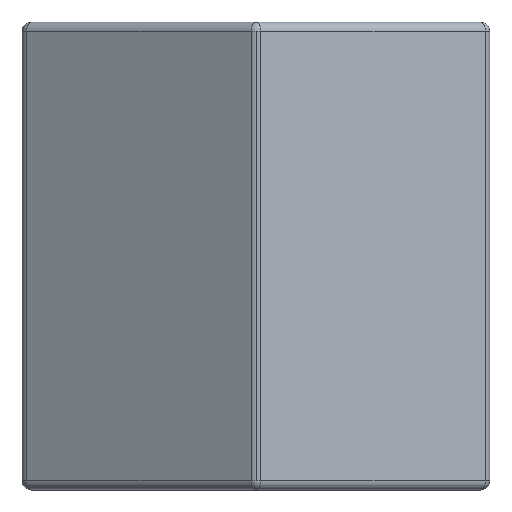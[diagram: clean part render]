
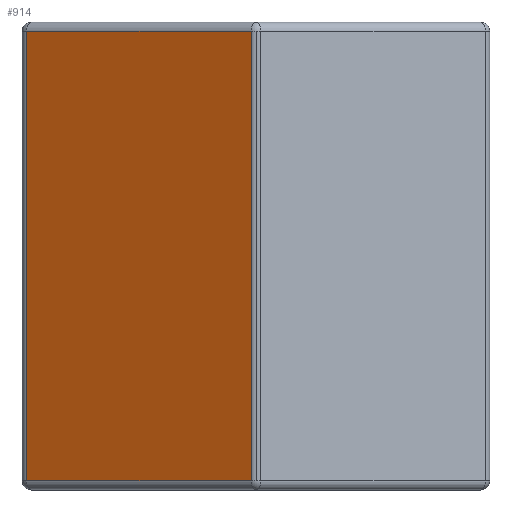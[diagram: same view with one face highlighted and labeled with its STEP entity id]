
A CAD part, left-side view. The second image highlights one B-rep face of the part: STEP entity #914.
In plain terms, the highlighted planar face has unit normal (-0.866, 0.5, 0).
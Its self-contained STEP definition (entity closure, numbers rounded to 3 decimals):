
#5 = VERTEX_POINT ( 'NONE', #280 ) ;
#14 = ORIENTED_EDGE ( 'NONE', *, *, #372, .T. ) ;
#20 = DIRECTION ( 'NONE',  ( 0., 0., -1. ) ) ;
#27 = CARTESIAN_POINT ( 'NONE',  ( -1.443, 2.5, 4.9 ) ) ;
#39 = CARTESIAN_POINT ( 'NONE',  ( -1.472, 2.45, 5. ) ) ;
#88 = VECTOR ( 'NONE', #1233, 1000. ) ;
#122 = ORIENTED_EDGE ( 'NONE', *, *, #1125, .T. ) ;
#146 = VERTEX_POINT ( 'NONE', #462 ) ;
#170 = EDGE_LOOP ( 'NONE', ( #14, #122, #256, #597 ) ) ;
#184 = LINE ( 'NONE', #923, #88 ) ;
#251 = AXIS2_PLACEMENT_3D ( 'NONE', #1047, #646, #1145 ) ;
#256 = ORIENTED_EDGE ( 'NONE', *, *, #1112, .T. ) ;
#280 = CARTESIAN_POINT ( 'NONE',  ( -2.858, 0.05, 0.1 ) ) ;
#299 = PLANE ( 'NONE',  #251 ) ;
#366 = VECTOR ( 'NONE', #587, 1000. ) ;
#372 = EDGE_CURVE ( 'NONE', #146, #5, #435, .T. ) ;
#424 = VERTEX_POINT ( 'NONE', #928 ) ;
#435 = LINE ( 'NONE', #592, #500 ) ;
#462 = CARTESIAN_POINT ( 'NONE',  ( -1.472, 2.45, 0.1 ) ) ;
#470 = LINE ( 'NONE', #39, #555 ) ;
#500 = VECTOR ( 'NONE', #598, 1000. ) ;
#555 = VECTOR ( 'NONE', #20, 1000. ) ;
#578 = EDGE_CURVE ( 'NONE', #1172, #146, #470, .T. ) ;
#587 = DIRECTION ( 'NONE',  ( 0.5, 0.866, 0. ) ) ;
#592 = CARTESIAN_POINT ( 'NONE',  ( -1.443, 2.5, 0.1 ) ) ;
#597 = ORIENTED_EDGE ( 'NONE', *, *, #578, .T. ) ;
#598 = DIRECTION ( 'NONE',  ( -0.5, -0.866, 0. ) ) ;
#646 = DIRECTION ( 'NONE',  ( 0.866, -0.5, 0. ) ) ;
#703 = FACE_OUTER_BOUND ( 'NONE', #170, .T. ) ;
#763 = CARTESIAN_POINT ( 'NONE',  ( -1.472, 2.45, 4.9 ) ) ;
#914 = ADVANCED_FACE ( 'NONE', ( #703 ), #299, .F. ) ;
#923 = CARTESIAN_POINT ( 'NONE',  ( -2.858, 0.05, 5. ) ) ;
#928 = CARTESIAN_POINT ( 'NONE',  ( -2.858, 0.05, 4.9 ) ) ;
#1047 = CARTESIAN_POINT ( 'NONE',  ( -1.443, 2.5, 5. ) ) ;
#1056 = LINE ( 'NONE', #27, #366 ) ;
#1112 = EDGE_CURVE ( 'NONE', #424, #1172, #1056, .T. ) ;
#1125 = EDGE_CURVE ( 'NONE', #5, #424, #184, .T. ) ;
#1145 = DIRECTION ( 'NONE',  ( 0.5, 0.866, 0. ) ) ;
#1172 = VERTEX_POINT ( 'NONE', #763 ) ;
#1233 = DIRECTION ( 'NONE',  ( 0., 0., 1. ) ) ;
